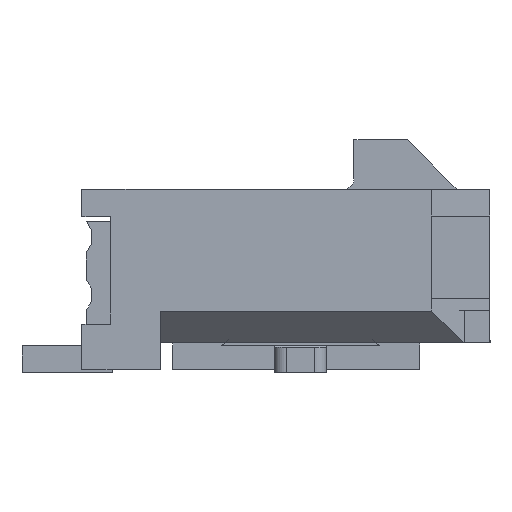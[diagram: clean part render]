
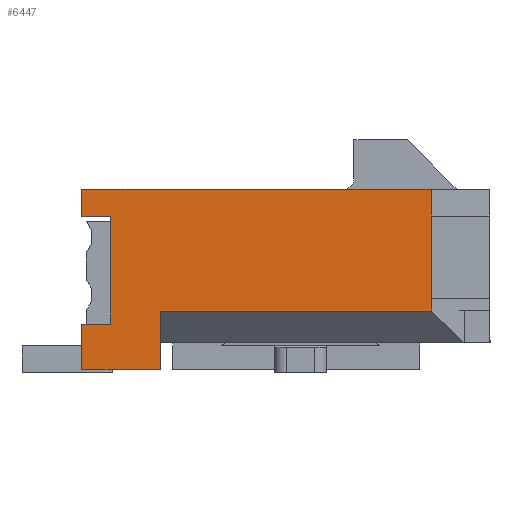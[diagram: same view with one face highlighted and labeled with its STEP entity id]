
A CAD part, left-side view. The second image highlights one B-rep face of the part: STEP entity #6447.
In plain terms, the highlighted planar face has unit normal (-1, 0, 0).
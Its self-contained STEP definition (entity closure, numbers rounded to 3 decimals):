
#784=ORIENTED_EDGE('',*,*,#2528,.T.);
#785=ORIENTED_EDGE('',*,*,#2529,.T.);
#786=ORIENTED_EDGE('',*,*,#2521,.T.);
#787=ORIENTED_EDGE('',*,*,#2530,.T.);
#788=ORIENTED_EDGE('',*,*,#2531,.F.);
#789=ORIENTED_EDGE('',*,*,#2532,.T.);
#790=ORIENTED_EDGE('',*,*,#2533,.F.);
#791=ORIENTED_EDGE('',*,*,#2534,.F.);
#792=ORIENTED_EDGE('',*,*,#2535,.F.);
#793=ORIENTED_EDGE('',*,*,#2072,.T.);
#794=ORIENTED_EDGE('',*,*,#2527,.T.);
#795=ORIENTED_EDGE('',*,*,#2536,.T.);
#2072=EDGE_CURVE('',#3003,#3002,#3608,.T.);
#2521=EDGE_CURVE('',#3351,#3352,#4057,.T.);
#2527=EDGE_CURVE('',#3002,#3356,#4063,.T.);
#2528=EDGE_CURVE('',#3357,#3358,#4064,.T.);
#2529=EDGE_CURVE('',#3358,#3351,#4065,.T.);
#2530=EDGE_CURVE('',#3352,#3359,#4066,.T.);
#2531=EDGE_CURVE('',#3360,#3359,#4067,.T.);
#2532=EDGE_CURVE('',#3360,#3361,#4068,.T.);
#2533=EDGE_CURVE('',#3362,#3361,#4069,.T.);
#2534=EDGE_CURVE('',#3363,#3362,#4070,.T.);
#2535=EDGE_CURVE('',#3003,#3363,#4071,.T.);
#2536=EDGE_CURVE('',#3356,#3357,#4072,.T.);
#3002=VERTEX_POINT('',#9151);
#3003=VERTEX_POINT('',#9153);
#3351=VERTEX_POINT('',#10030);
#3352=VERTEX_POINT('',#10031);
#3356=VERTEX_POINT('',#10041);
#3357=VERTEX_POINT('',#10045);
#3358=VERTEX_POINT('',#10046);
#3359=VERTEX_POINT('',#10049);
#3360=VERTEX_POINT('',#10051);
#3361=VERTEX_POINT('',#10053);
#3362=VERTEX_POINT('',#10055);
#3363=VERTEX_POINT('',#10057);
#3608=LINE('',#9152,#4524);
#4057=LINE('',#10029,#4973);
#4063=LINE('',#10042,#4979);
#4064=LINE('',#10044,#4980);
#4065=LINE('',#10047,#4981);
#4066=LINE('',#10048,#4982);
#4067=LINE('',#10050,#4983);
#4068=LINE('',#10052,#4984);
#4069=LINE('',#10054,#4985);
#4070=LINE('',#10056,#4986);
#4071=LINE('',#10058,#4987);
#4072=LINE('',#10059,#4988);
#4524=VECTOR('',#7422,1000.);
#4973=VECTOR('',#8031,1000.);
#4979=VECTOR('',#8039,1000.);
#4980=VECTOR('',#8042,1000.);
#4981=VECTOR('',#8043,1000.);
#4982=VECTOR('',#8044,1000.);
#4983=VECTOR('',#8045,1000.);
#4984=VECTOR('',#8046,1000.);
#4985=VECTOR('',#8047,1000.);
#4986=VECTOR('',#8048,1000.);
#4987=VECTOR('',#8049,1000.);
#4988=VECTOR('',#8050,1000.);
#5440=EDGE_LOOP('',(#784,#785,#786,#787,#788,#789,#790,#791,#792,#793,#794,
#795));
#5792=FACE_BOUND('',#5440,.T.);
#6125=PLANE('',#7012);
#6447=ADVANCED_FACE('',(#5792),#6125,.T.);
#7012=AXIS2_PLACEMENT_3D('',#10043,#8040,#8041);
#7422=DIRECTION('',(0.,1.,0.));
#8031=DIRECTION('',(0.,0.,-1.));
#8039=DIRECTION('',(0.,0.,-1.));
#8040=DIRECTION('',(-1.,0.,0.));
#8041=DIRECTION('',(0.,0.,1.));
#8042=DIRECTION('',(0.,0.,-1.));
#8043=DIRECTION('',(0.,1.,0.));
#8044=DIRECTION('',(0.,-1.,0.));
#8045=DIRECTION('',(0.,0.,-1.));
#8046=DIRECTION('',(0.,-1.,0.));
#8047=DIRECTION('',(0.,0.,-1.));
#8048=DIRECTION('',(0.,0.,-1.));
#8049=DIRECTION('',(0.,0.,-1.));
#8050=DIRECTION('',(0.,-1.,0.));
#9151=CARTESIAN_POINT('',(-13.825,4.95,2.185));
#9152=CARTESIAN_POINT('',(-13.825,-4.95,2.185));
#9153=CARTESIAN_POINT('',(-13.825,-3.536,2.185));
#10029=CARTESIAN_POINT('',(-13.825,4.95,2.185));
#10030=CARTESIAN_POINT('',(-13.825,4.95,-1.085));
#10031=CARTESIAN_POINT('',(-13.825,4.95,-2.185));
#10041=CARTESIAN_POINT('',(-13.825,4.95,1.515));
#10042=CARTESIAN_POINT('',(-13.825,4.95,2.185));
#10043=CARTESIAN_POINT('',(-13.825,0.,0.));
#10044=CARTESIAN_POINT('',(-13.825,4.25,0.));
#10045=CARTESIAN_POINT('',(-13.825,4.25,1.515));
#10046=CARTESIAN_POINT('',(-13.825,4.25,-1.085));
#10047=CARTESIAN_POINT('',(-13.825,0.,-1.085));
#10048=CARTESIAN_POINT('',(-13.825,4.95,-2.185));
#10049=CARTESIAN_POINT('',(-13.825,3.05,-2.185));
#10050=CARTESIAN_POINT('',(-13.825,3.05,-2.185));
#10051=CARTESIAN_POINT('',(-13.825,3.05,-0.771));
#10052=CARTESIAN_POINT('',(-13.825,3.05,-0.771));
#10053=CARTESIAN_POINT('',(-13.825,-3.536,-0.771));
#10054=CARTESIAN_POINT('',(-13.825,-3.536,0.));
#10055=CARTESIAN_POINT('',(-13.825,-3.536,-0.465));
#10056=CARTESIAN_POINT('',(-13.825,-3.536,1.535));
#10057=CARTESIAN_POINT('',(-13.825,-3.536,1.535));
#10058=CARTESIAN_POINT('',(-13.825,-3.536,0.));
#10059=CARTESIAN_POINT('',(-13.825,0.,1.515));
